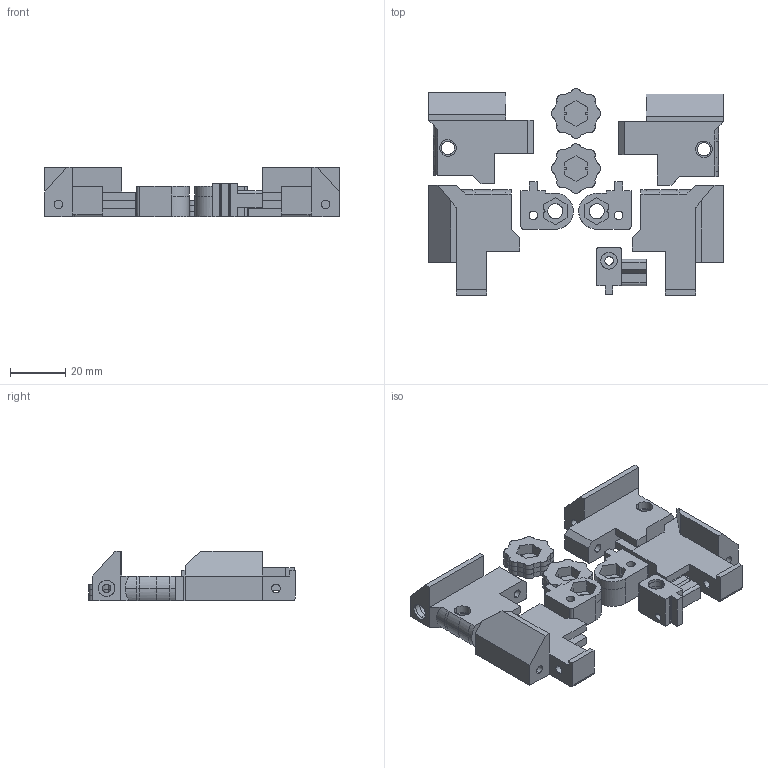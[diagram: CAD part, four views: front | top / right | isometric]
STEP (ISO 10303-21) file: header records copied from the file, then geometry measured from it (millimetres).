
FILE_DESCRIPTION(/* description */ (''),/* implementation_level */ '2;1');
FILE_NAME(/* name */ 'BED_HO~1',/* time_stamp */ '2021-11-06T14:28:48+01:00',/* author */ (''),/* organization */ (''),/* preprocessor_version */ 'ST-DEVELOPER v16.5',/* originating_system */ '',/* authorisation */ '');
FILE_SCHEMA (('CONFIG_CONTROL_DESIGN'));
Length unit declared in the file: millimetre
Products named in the file (1): Document
Bounding box: 107 x 75 x 18 mm (x, y, z)
Volume: 43496.4 mm3; surface area: 22774.2 mm2
Topology: 9 solids, 9 shells, 504 faces, 1263 edges, 791 vertices
Faces by surface type: cylinder 312, plane 188, bspline 4
Entity records: 13572 total; most frequent: CARTESIAN_POINT 5041, ORIENTED_EDGE 2526, EDGE_CURVE 1263, VERTEX_POINT 791, B_SPLINE_CURVE_WITH_KNOTS 739, EDGE_LOOP 550, ADVANCED_FACE 504, FACE_OUTER_BOUND 504
